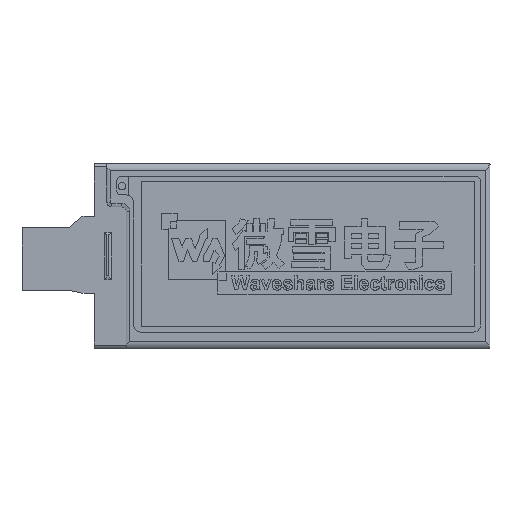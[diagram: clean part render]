
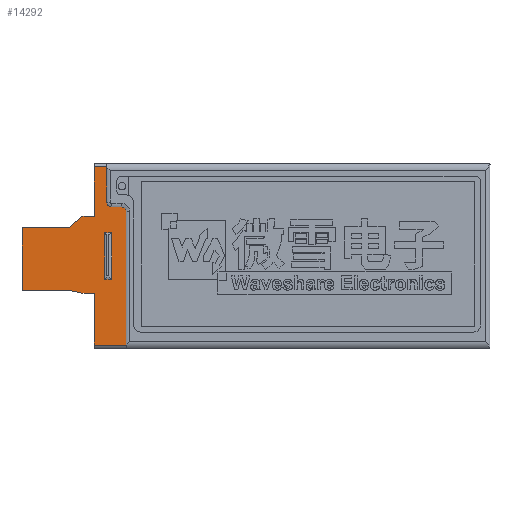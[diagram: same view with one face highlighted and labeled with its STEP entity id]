
A CAD part, top view. The second image highlights one B-rep face of the part: STEP entity #14292.
In plain terms, the highlighted planar face has unit normal (0, 0, 1).
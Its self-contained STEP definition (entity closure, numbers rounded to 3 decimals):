
#542=CIRCLE('',#15086,0.957);
#543=CIRCLE('',#15087,0.957);
#634=FACE_BOUND('',#1966,.T.);
#1146=FACE_OUTER_BOUND('',#1965,.T.);
#1965=EDGE_LOOP('',(#10451,#10452,#10453,#10454,#10455,#10456,#10457,#10458,
#10459,#10460,#10461,#10462,#10463,#10464,#10465,#10466,#10467,#10468,#10469));
#1966=EDGE_LOOP('',(#10470,#10471,#10472,#10473));
#2939=LINE('',#22051,#4694);
#2942=LINE('',#22056,#4697);
#2944=LINE('',#22060,#4699);
#2946=LINE('',#22064,#4701);
#2948=LINE('',#22068,#4703);
#2950=LINE('',#22073,#4705);
#2953=LINE('',#22077,#4708);
#3088=LINE('',#22393,#4843);
#3089=LINE('',#22394,#4844);
#3090=LINE('',#22396,#4845);
#3091=LINE('',#22398,#4846);
#3092=LINE('',#22400,#4847);
#3093=LINE('',#22402,#4848);
#3094=LINE('',#22404,#4849);
#3095=LINE('',#22408,#4850);
#3096=LINE('',#22411,#4851);
#3097=LINE('',#22412,#4852);
#3098=LINE('',#22415,#4853);
#3099=LINE('',#22417,#4854);
#3100=LINE('',#22419,#4855);
#3101=LINE('',#22420,#4856);
#4694=VECTOR('',#16298,10.);
#4697=VECTOR('',#16303,10.);
#4699=VECTOR('',#16307,10.);
#4701=VECTOR('',#16311,10.);
#4703=VECTOR('',#16315,10.);
#4705=VECTOR('',#16319,10.);
#4708=VECTOR('',#16324,10.);
#4843=VECTOR('',#16509,1000.);
#4844=VECTOR('',#16510,1000.);
#4845=VECTOR('',#16511,1000.);
#4846=VECTOR('',#16512,1000.);
#4847=VECTOR('',#16513,1000.);
#4848=VECTOR('',#16514,1000.);
#4849=VECTOR('',#16515,1000.);
#4850=VECTOR('',#16518,1000.);
#4851=VECTOR('',#16521,1000.);
#4852=VECTOR('',#16522,1000.);
#4853=VECTOR('',#16523,1000.);
#4854=VECTOR('',#16524,1000.);
#4855=VECTOR('',#16525,1000.);
#4856=VECTOR('',#16526,1000.);
#6393=VERTEX_POINT('',#22049);
#6394=VERTEX_POINT('',#22050);
#6395=VERTEX_POINT('',#22055);
#6396=VERTEX_POINT('',#22059);
#6397=VERTEX_POINT('',#22063);
#6398=VERTEX_POINT('',#22067);
#6399=VERTEX_POINT('',#22071);
#6400=VERTEX_POINT('',#22072);
#6518=VERTEX_POINT('',#22327);
#6543=VERTEX_POINT('',#22391);
#6544=VERTEX_POINT('',#22392);
#6545=VERTEX_POINT('',#22395);
#6546=VERTEX_POINT('',#22397);
#6547=VERTEX_POINT('',#22399);
#6548=VERTEX_POINT('',#22401);
#6549=VERTEX_POINT('',#22403);
#6550=VERTEX_POINT('',#22405);
#6551=VERTEX_POINT('',#22407);
#6552=VERTEX_POINT('',#22409);
#6553=VERTEX_POINT('',#22413);
#6554=VERTEX_POINT('',#22414);
#6555=VERTEX_POINT('',#22416);
#6556=VERTEX_POINT('',#22418);
#7860=EDGE_CURVE('',#6393,#6394,#2939,.T.);
#7863=EDGE_CURVE('',#6395,#6393,#2942,.T.);
#7865=EDGE_CURVE('',#6396,#6395,#2944,.T.);
#7867=EDGE_CURVE('',#6397,#6396,#2946,.T.);
#7869=EDGE_CURVE('',#6398,#6397,#2948,.T.);
#7871=EDGE_CURVE('',#6399,#6400,#2950,.T.);
#7874=EDGE_CURVE('',#6394,#6399,#2953,.T.);
#8026=EDGE_CURVE('',#6543,#6544,#3088,.F.);
#8027=EDGE_CURVE('',#6543,#6400,#3089,.T.);
#8028=EDGE_CURVE('',#6398,#6545,#3090,.T.);
#8029=EDGE_CURVE('',#6546,#6545,#3091,.T.);
#8030=EDGE_CURVE('',#6546,#6547,#3092,.T.);
#8031=EDGE_CURVE('',#6547,#6548,#3093,.T.);
#8032=EDGE_CURVE('',#6548,#6549,#3094,.T.);
#8033=EDGE_CURVE('',#6549,#6550,#542,.T.);
#8034=EDGE_CURVE('',#6550,#6551,#3095,.T.);
#8035=EDGE_CURVE('',#6551,#6552,#543,.F.);
#8036=EDGE_CURVE('',#6552,#6518,#3096,.T.);
#8037=EDGE_CURVE('',#6544,#6518,#3097,.T.);
#8038=EDGE_CURVE('',#6553,#6554,#3098,.T.);
#8039=EDGE_CURVE('',#6554,#6555,#3099,.T.);
#8040=EDGE_CURVE('',#6555,#6556,#3100,.T.);
#8041=EDGE_CURVE('',#6556,#6553,#3101,.T.);
#10451=ORIENTED_EDGE('',*,*,#8026,.F.);
#10452=ORIENTED_EDGE('',*,*,#8027,.T.);
#10453=ORIENTED_EDGE('',*,*,#7871,.F.);
#10454=ORIENTED_EDGE('',*,*,#7874,.F.);
#10455=ORIENTED_EDGE('',*,*,#7860,.F.);
#10456=ORIENTED_EDGE('',*,*,#7863,.F.);
#10457=ORIENTED_EDGE('',*,*,#7865,.F.);
#10458=ORIENTED_EDGE('',*,*,#7867,.F.);
#10459=ORIENTED_EDGE('',*,*,#7869,.F.);
#10460=ORIENTED_EDGE('',*,*,#8028,.T.);
#10461=ORIENTED_EDGE('',*,*,#8029,.F.);
#10462=ORIENTED_EDGE('',*,*,#8030,.T.);
#10463=ORIENTED_EDGE('',*,*,#8031,.T.);
#10464=ORIENTED_EDGE('',*,*,#8032,.T.);
#10465=ORIENTED_EDGE('',*,*,#8033,.T.);
#10466=ORIENTED_EDGE('',*,*,#8034,.T.);
#10467=ORIENTED_EDGE('',*,*,#8035,.T.);
#10468=ORIENTED_EDGE('',*,*,#8036,.T.);
#10469=ORIENTED_EDGE('',*,*,#8037,.F.);
#10470=ORIENTED_EDGE('',*,*,#8038,.T.);
#10471=ORIENTED_EDGE('',*,*,#8039,.T.);
#10472=ORIENTED_EDGE('',*,*,#8040,.T.);
#10473=ORIENTED_EDGE('',*,*,#8041,.T.);
#13590=PLANE('',#15085);
#14292=ADVANCED_FACE('',(#1146,#634),#13590,.T.);
#15085=AXIS2_PLACEMENT_3D('',#22390,#16507,#16508);
#15086=AXIS2_PLACEMENT_3D('',#22406,#16516,#16517);
#15087=AXIS2_PLACEMENT_3D('',#22410,#16519,#16520);
#16298=DIRECTION('',(1.,0.,0.));
#16303=DIRECTION('',(0.,1.,0.));
#16307=DIRECTION('',(-1.,0.,0.));
#16311=DIRECTION('',(-0.977,0.214,0.));
#16315=DIRECTION('',(-1.,0.,0.));
#16319=DIRECTION('',(1.,0.,0.));
#16324=DIRECTION('',(0.72,0.694,0.));
#16507=DIRECTION('center_axis',(0.,0.,1.));
#16508=DIRECTION('ref_axis',(1.,0.,0.));
#16509=DIRECTION('',(-1.,0.,0.));
#16510=DIRECTION('',(0.,-1.,0.));
#16511=DIRECTION('',(0.,-1.,0.));
#16512=DIRECTION('',(-1.,0.,0.));
#16513=DIRECTION('',(0.,1.,0.));
#16514=DIRECTION('',(1.,0.,0.));
#16515=DIRECTION('',(0.,1.,0.));
#16516=DIRECTION('center_axis',(0.,0.,1.));
#16517=DIRECTION('ref_axis',(1.,0.,0.));
#16518=DIRECTION('',(-1.,0.,0.));
#16519=DIRECTION('center_axis',(0.,0.,1.));
#16520=DIRECTION('ref_axis',(1.,0.,0.));
#16521=DIRECTION('',(0.,1.,0.));
#16522=DIRECTION('',(1.,0.,0.));
#16523=DIRECTION('',(-1.,0.,0.));
#16524=DIRECTION('',(0.,1.,0.));
#16525=DIRECTION('',(1.,0.,0.));
#16526=DIRECTION('',(0.,-1.,0.));
#22049=CARTESIAN_POINT('',(-53.935,5.623,1.134));
#22050=CARTESIAN_POINT('',(-44.375,5.623,1.134));
#22051=CARTESIAN_POINT('',(-53.935,5.623,1.134));
#22055=CARTESIAN_POINT('',(-53.935,-6.877,1.134));
#22056=CARTESIAN_POINT('',(-53.935,-6.877,1.134));
#22059=CARTESIAN_POINT('',(-44.375,-6.877,1.134));
#22060=CARTESIAN_POINT('',(-44.375,-6.877,1.134));
#22063=CARTESIAN_POINT('',(-41.955,-7.407,1.134));
#22064=CARTESIAN_POINT('',(-41.955,-7.407,1.134));
#22067=CARTESIAN_POINT('',(-39.535,-7.407,1.134));
#22068=CARTESIAN_POINT('',(-39.535,-7.407,1.134));
#22071=CARTESIAN_POINT('',(-41.955,7.957,1.134));
#22072=CARTESIAN_POINT('',(-39.535,7.957,1.134));
#22073=CARTESIAN_POINT('',(-41.955,7.957,1.134));
#22077=CARTESIAN_POINT('',(-44.375,5.623,1.134));
#22327=CARTESIAN_POINT('',(-36.995,17.786,1.134));
#22390=CARTESIAN_POINT('Origin',(0.,0.,1.134));
#22391=CARTESIAN_POINT('',(-39.535,17.786,1.134));
#22392=CARTESIAN_POINT('',(-36.998,17.786,1.134));
#22393=CARTESIAN_POINT('',(47.669,17.786,1.134));
#22394=CARTESIAN_POINT('',(-39.535,18.377,1.134));
#22395=CARTESIAN_POINT('',(-39.535,-17.786,1.134));
#22396=CARTESIAN_POINT('',(-39.535,18.377,1.134));
#22397=CARTESIAN_POINT('',(-33.137,-17.786,1.134));
#22398=CARTESIAN_POINT('',(47.669,-17.786,1.134));
#22399=CARTESIAN_POINT('',(-33.137,-17.106,1.134));
#22400=CARTESIAN_POINT('',(-33.137,-19.357,1.134));
#22401=CARTESIAN_POINT('',(-33.134,-17.106,1.134));
#22402=CARTESIAN_POINT('',(-33.137,-17.106,1.134));
#22403=CARTESIAN_POINT('',(-33.134,8.86,1.134));
#22404=CARTESIAN_POINT('',(-33.134,-18.377,1.134));
#22405=CARTESIAN_POINT('',(-34.092,9.817,1.134));
#22406=CARTESIAN_POINT('Origin',(-34.092,8.86,1.134));
#22407=CARTESIAN_POINT('',(-36.038,9.817,1.134));
#22408=CARTESIAN_POINT('',(-33.134,9.817,1.134));
#22409=CARTESIAN_POINT('',(-36.995,10.774,1.134));
#22410=CARTESIAN_POINT('Origin',(-36.038,10.774,1.134));
#22411=CARTESIAN_POINT('',(-36.995,9.817,1.134));
#22412=CARTESIAN_POINT('',(-36.998,17.786,1.134));
#22413=CARTESIAN_POINT('',(-36.055,-4.648,1.134));
#22414=CARTESIAN_POINT('',(-37.452,-4.648,1.134));
#22415=CARTESIAN_POINT('',(-36.055,-4.648,1.134));
#22416=CARTESIAN_POINT('',(-37.452,4.648,1.134));
#22417=CARTESIAN_POINT('',(-37.452,-4.648,1.134));
#22418=CARTESIAN_POINT('',(-36.055,4.648,1.134));
#22419=CARTESIAN_POINT('',(-37.452,4.648,1.134));
#22420=CARTESIAN_POINT('',(-36.055,4.648,1.134));
